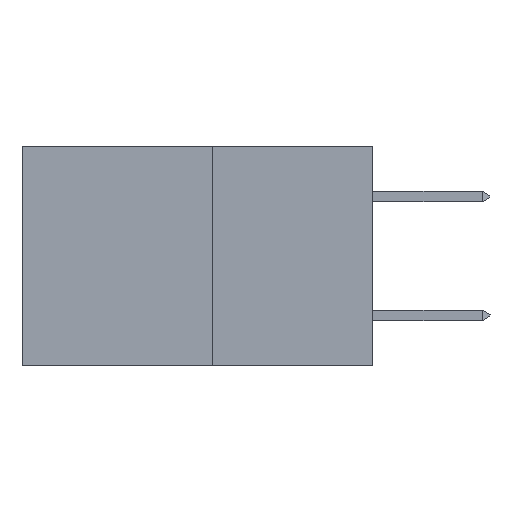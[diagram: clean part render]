
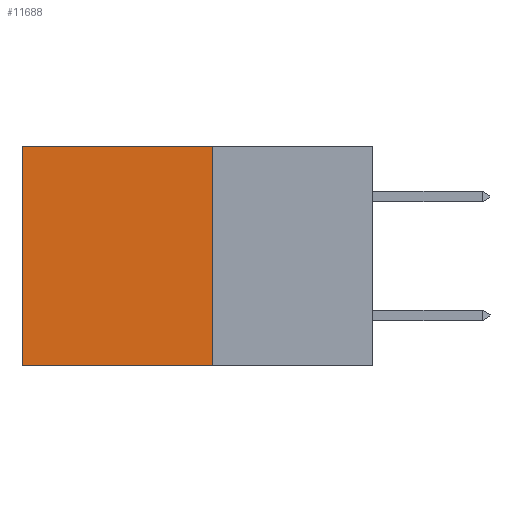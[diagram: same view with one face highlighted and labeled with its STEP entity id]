
A CAD part, left-side view. The second image highlights one B-rep face of the part: STEP entity #11688.
In plain terms, the highlighted planar face has unit normal (-1, 0, 0).
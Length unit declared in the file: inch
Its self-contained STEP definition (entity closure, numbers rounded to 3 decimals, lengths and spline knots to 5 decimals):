
#402 = ORIENTED_EDGE ( 'NONE', *, *, #9447, .F. ) ;
#1076 = EDGE_CURVE ( 'NONE', #4585, #20643, #17365, .T. ) ;
#1430 = AXIS2_PLACEMENT_3D ( 'NONE', #12879, #6734, #6708 ) ;
#1463 = ORIENTED_EDGE ( 'NONE', *, *, #19185, .F. ) ;
#1566 = LINE ( 'NONE', #20009, #14145 ) ;
#1634 = CARTESIAN_POINT ( 'NONE',  ( 0.277, 0.59, 0. ) ) ;
#2321 = CARTESIAN_POINT ( 'NONE',  ( 0.277, 0.27, 0. ) ) ;
#2385 = FACE_OUTER_BOUND ( 'NONE', #4763, .T. ) ;
#3949 = DIRECTION ( 'NONE',  ( 0., 0., -1. ) ) ;
#4153 = EDGE_CURVE ( 'NONE', #20643, #20060, #18492, .T. ) ;
#4339 = CARTESIAN_POINT ( 'NONE',  ( 0.277, 0.27, -0.37 ) ) ;
#4368 = LINE ( 'NONE', #9229, #16811 ) ;
#4480 = DIRECTION ( 'NONE',  ( 0., 1., 0. ) ) ;
#4585 = VERTEX_POINT ( 'NONE', #2321 ) ;
#4763 = EDGE_LOOP ( 'NONE', ( #14875, #402, #1463, #12497 ) ) ;
#5630 = VECTOR ( 'NONE', #15786, 39.37008 ) ;
#6708 = DIRECTION ( 'NONE',  ( 0., 0., -1. ) ) ;
#6734 = DIRECTION ( 'NONE',  ( 1., 0., 0. ) ) ;
#9209 = DIRECTION ( 'NONE',  ( 0., 1., 0. ) ) ;
#9229 = CARTESIAN_POINT ( 'NONE',  ( 0.277, 0.27, -0.37 ) ) ;
#9447 = EDGE_CURVE ( 'NONE', #18649, #20060, #4368, .T. ) ;
#9821 = CARTESIAN_POINT ( 'NONE',  ( 0.277, 0.59, -0.37 ) ) ;
#11688 = ADVANCED_FACE ( 'NONE', ( #2385 ), #12835, .F. ) ;
#12497 = ORIENTED_EDGE ( 'NONE', *, *, #1076, .T. ) ;
#12835 = PLANE ( 'NONE',  #1430 ) ;
#12879 = CARTESIAN_POINT ( 'NONE',  ( 0.277, 0.27, -0.37 ) ) ;
#12967 = CARTESIAN_POINT ( 'NONE',  ( 0.277, 0.27, 0. ) ) ;
#14145 = VECTOR ( 'NONE', #3949, 39.37008 ) ;
#14875 = ORIENTED_EDGE ( 'NONE', *, *, #4153, .T. ) ;
#15786 = DIRECTION ( 'NONE',  ( 0., 0., -1. ) ) ;
#16585 = CARTESIAN_POINT ( 'NONE',  ( 0.277, 0.59, -0.37 ) ) ;
#16811 = VECTOR ( 'NONE', #9209, 39.37008 ) ;
#17365 = LINE ( 'NONE', #12967, #20041 ) ;
#18492 = LINE ( 'NONE', #16585, #5630 ) ;
#18649 = VERTEX_POINT ( 'NONE', #4339 ) ;
#19185 = EDGE_CURVE ( 'NONE', #4585, #18649, #1566, .T. ) ;
#20009 = CARTESIAN_POINT ( 'NONE',  ( 0.277, 0.27, -0.37 ) ) ;
#20041 = VECTOR ( 'NONE', #4480, 39.37008 ) ;
#20060 = VERTEX_POINT ( 'NONE', #9821 ) ;
#20643 = VERTEX_POINT ( 'NONE', #1634 ) ;
